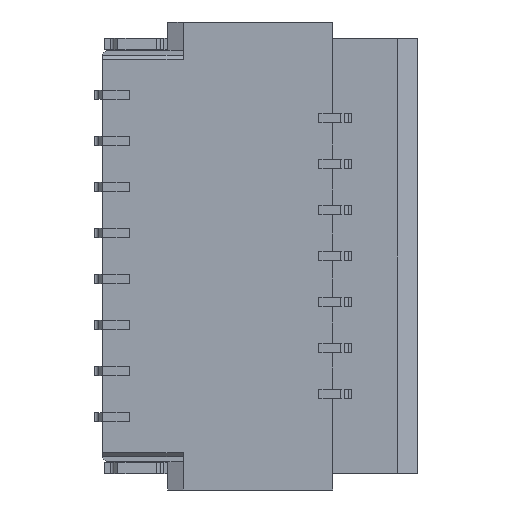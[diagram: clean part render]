
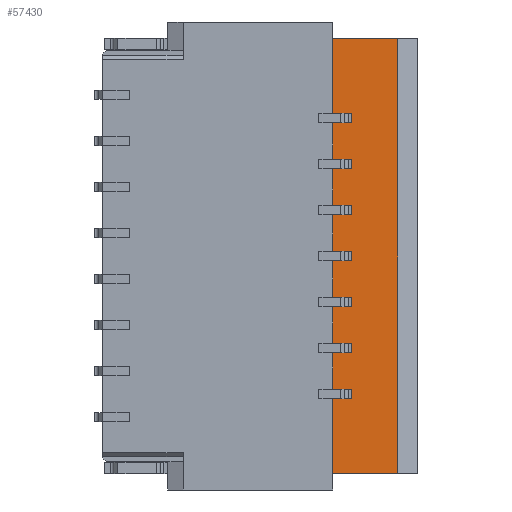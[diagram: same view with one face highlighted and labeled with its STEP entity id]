
A CAD part, front view. The second image highlights one B-rep face of the part: STEP entity #57430.
In plain terms, the highlighted planar face has unit normal (0, -1, 0).
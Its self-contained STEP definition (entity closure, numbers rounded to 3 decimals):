
#8030=CARTESIAN_POINT('',(-0.402,2.254,
-1.675));
#8040=DIRECTION('',(-1.,0.,0.));
#8050=VECTOR('',#8040,1.);
#8060=LINE('',#8030,#8050);
#8070=CARTESIAN_POINT('',(1.608,2.254,
-1.675));
#8080=VERTEX_POINT('',#8070);
#8090=CARTESIAN_POINT('',(1.358,2.254,-1.675));
#8100=VERTEX_POINT('',#8090);
#8110=EDGE_CURVE('',#8080,#8100,#8060,.T.);
#9830=CARTESIAN_POINT('',(1.358,2.254,-2.765));
#9840=VERTEX_POINT('',#9830);
#9870=CARTESIAN_POINT('',(-0.402,2.254,
-2.765));
#9880=DIRECTION('',(1.,0.,0.));
#9890=VECTOR('',#9880,1.);
#9900=LINE('',#9870,#9890);
#9910=CARTESIAN_POINT('',(2.208,2.254,
-2.765));
#9920=VERTEX_POINT('',#9910);
#9930=EDGE_CURVE('',#9840,#9920,#9900,.T.);
#10960=CARTESIAN_POINT('',(1.608,2.254,
-1.075));
#10970=VERTEX_POINT('',#10960);
#11000=CARTESIAN_POINT('',(1.608,2.254,10.493));
#11010=DIRECTION('',(0.,0.,1.));
#11020=VECTOR('',#11010,1.);
#11030=LINE('',#11000,#11020);
#11040=CARTESIAN_POINT('',(1.608,2.254,
-1.195));
#11050=VERTEX_POINT('',#11040);
#11060=EDGE_CURVE('',#11050,#10970,#11030,.T.);
#12370=CARTESIAN_POINT('',(1.608,2.254,
-1.795));
#12380=VERTEX_POINT('',#12370);
#12410=CARTESIAN_POINT('',(-0.402,2.254,
-1.795));
#12420=DIRECTION('',(-1.,0.,0.));
#12430=VECTOR('',#12420,1.);
#12440=LINE('',#12410,#12430);
#12450=CARTESIAN_POINT('',(1.358,2.254,-1.795))
;
#12460=VERTEX_POINT('',#12450);
#12470=EDGE_CURVE('',#12380,#12460,#12440,.T.);
#14150=CARTESIAN_POINT('',(-0.402,2.254,
-1.195));
#14160=DIRECTION('',(-1.,0.,0.));
#14170=VECTOR('',#14160,1.);
#14180=LINE('',#14150,#14170);
#14190=CARTESIAN_POINT('',(1.358,2.254,-1.195))
;
#14200=VERTEX_POINT('',#14190);
#14210=EDGE_CURVE('',#11050,#14200,#14180,.T.);
#14440=CARTESIAN_POINT('',(1.358,2.254,10.493));
#14450=DIRECTION('',(0.,0.,1.));
#14460=VECTOR('',#14450,1.);
#14470=LINE('',#14440,#14460);
#14480=EDGE_CURVE('',#8100,#14200,#14470,.T.);
#14610=CARTESIAN_POINT('',(1.608,2.254,10.493));
#14620=DIRECTION('',(0.,0.,1.));
#14630=VECTOR('',#14620,1.);
#14640=LINE('',#14610,#14630);
#14650=EDGE_CURVE('',#12380,#8080,#14640,.T.);
#14900=CARTESIAN_POINT('',(1.358,2.254,0.005
));
#14910=VERTEX_POINT('',#14900);
#14940=CARTESIAN_POINT('',(1.358,2.254,8.092));
#14950=DIRECTION('',(0.,0.,1.));
#14960=VECTOR('',#14950,1.);
#14970=LINE('',#14940,#14960);
#14980=CARTESIAN_POINT('',(1.358,2.254,-0.475)
);
#14990=VERTEX_POINT('',#14980);
#15000=EDGE_CURVE('',#14990,#14910,#14970,.T.);
#16100=CARTESIAN_POINT('',(1.608,2.254,
-0.475));
#16110=VERTEX_POINT('',#16100);
#16140=CARTESIAN_POINT('',(1.608,2.254,
8.092));
#16150=DIRECTION('',(0.,0.,1.));
#16160=VECTOR('',#16150,1.);
#16170=LINE('',#16140,#16160);
#16180=CARTESIAN_POINT('',(1.608,2.254,
-0.595));
#16190=VERTEX_POINT('',#16180);
#16200=EDGE_CURVE('',#16190,#16110,#16170,.T.);
#37860=EDGE_CURVE('',#9840,#12460,#14470,.T.);
#50460=CARTESIAN_POINT('',(1.358,2.254,2.895));
#50470=VERTEX_POINT('',#50460);
#51540=CARTESIAN_POINT('',(2.208,2.254,
7.04));
#51550=DIRECTION('',(0.,0.,-1.));
#51560=VECTOR('',#51550,1.);
#51570=LINE('',#51540,#51560);
#51580=CARTESIAN_POINT('',(2.208,2.254,
2.895));
#51590=VERTEX_POINT('',#51580);
#51600=EDGE_CURVE('',#51590,#9920,#51570,.T.);
#55810=CARTESIAN_POINT('',(1.518,2.254,
8.105));
#55820=DIRECTION('',(0.,-1.,-0.));
#55830=DIRECTION('',(-1.,0.,0.));
#55840=AXIS2_PLACEMENT_3D('',#55810,#55820,#55830);
#55850=PLANE('',#55840);
#55860=CARTESIAN_POINT('',(-0.402,2.254,
-1.075));
#55870=DIRECTION('',(1.,0.,0.));
#55880=VECTOR('',#55870,1.);
#55890=LINE('',#55860,#55880);
#55900=CARTESIAN_POINT('',(1.358,2.254,-1.075))
;
#55910=VERTEX_POINT('',#55900);
#55920=EDGE_CURVE('',#55910,#10970,#55890,.T.);
#55930=ORIENTED_EDGE('',*,*,#55920,.T.);
#55940=CARTESIAN_POINT('',(1.358,2.254,-0.595)
);
#55950=VERTEX_POINT('',#55940);
#55960=EDGE_CURVE('',#55910,#55950,#14970,.T.);
#55970=ORIENTED_EDGE('',*,*,#55960,.F.);
#55980=CARTESIAN_POINT('',(-0.402,2.254,
-0.595));
#55990=DIRECTION('',(-1.,0.,0.));
#56000=VECTOR('',#55990,1.);
#56010=LINE('',#55980,#56000);
#56020=EDGE_CURVE('',#16190,#55950,#56010,.T.);
#56030=ORIENTED_EDGE('',*,*,#56020,.T.);
#56040=ORIENTED_EDGE('',*,*,#16200,.F.);
#56050=CARTESIAN_POINT('',(-0.402,2.254,
-0.475));
#56060=DIRECTION('',(-1.,0.,0.));
#56070=VECTOR('',#56060,1.);
#56080=LINE('',#56050,#56070);
#56090=EDGE_CURVE('',#16110,#14990,#56080,.T.);
#56100=ORIENTED_EDGE('',*,*,#56090,.F.);
#56110=ORIENTED_EDGE('',*,*,#15000,.F.);
#56120=CARTESIAN_POINT('',(-0.402,2.254,
0.005));
#56130=DIRECTION('',(-1.,0.,0.));
#56140=VECTOR('',#56130,1.);
#56150=LINE('',#56120,#56140);
#56160=CARTESIAN_POINT('',(1.608,2.254,
0.005));
#56170=VERTEX_POINT('',#56160);
#56180=EDGE_CURVE('',#56170,#14910,#56150,.T.);
#56190=ORIENTED_EDGE('',*,*,#56180,.T.);
#56200=CARTESIAN_POINT('',(1.608,2.254,
8.092));
#56210=DIRECTION('',(0.,0.,1.));
#56220=VECTOR('',#56210,1.);
#56230=LINE('',#56200,#56220);
#56240=CARTESIAN_POINT('',(1.608,2.254,
0.125));
#56250=VERTEX_POINT('',#56240);
#56260=EDGE_CURVE('',#56170,#56250,#56230,.T.);
#56270=ORIENTED_EDGE('',*,*,#56260,.F.);
#56280=CARTESIAN_POINT('',(-0.402,2.254,
0.125));
#56290=DIRECTION('',(-1.,0.,0.));
#56300=VECTOR('',#56290,1.);
#56310=LINE('',#56280,#56300);
#56320=CARTESIAN_POINT('',(1.358,2.254,0.125));
#56330=VERTEX_POINT('',#56320);
#56340=EDGE_CURVE('',#56250,#56330,#56310,.T.);
#56350=ORIENTED_EDGE('',*,*,#56340,.F.);
#56360=CARTESIAN_POINT('',(1.358,2.254,0.605));
#56370=VERTEX_POINT('',#56360);
#56380=EDGE_CURVE('',#56330,#56370,#14970,.T.);
#56390=ORIENTED_EDGE('',*,*,#56380,.F.);
#56400=CARTESIAN_POINT('',(-0.402,2.254,
0.605));
#56410=DIRECTION('',(-1.,0.,0.));
#56420=VECTOR('',#56410,1.);
#56430=LINE('',#56400,#56420);
#56440=CARTESIAN_POINT('',(1.608,2.254,
0.605));
#56450=VERTEX_POINT('',#56440);
#56460=EDGE_CURVE('',#56450,#56370,#56430,.T.);
#56470=ORIENTED_EDGE('',*,*,#56460,.T.);
#56480=CARTESIAN_POINT('',(1.608,2.254,
8.092));
#56490=DIRECTION('',(0.,0.,1.));
#56500=VECTOR('',#56490,1.);
#56510=LINE('',#56480,#56500);
#56520=CARTESIAN_POINT('',(1.608,2.254,
0.725));
#56530=VERTEX_POINT('',#56520);
#56540=EDGE_CURVE('',#56450,#56530,#56510,.T.);
#56550=ORIENTED_EDGE('',*,*,#56540,.F.);
#56560=CARTESIAN_POINT('',(-0.402,2.254,
0.725));
#56570=DIRECTION('',(-1.,0.,0.));
#56580=VECTOR('',#56570,1.);
#56590=LINE('',#56560,#56580);
#56600=CARTESIAN_POINT('',(1.358,2.254,0.725));
#56610=VERTEX_POINT('',#56600);
#56620=EDGE_CURVE('',#56530,#56610,#56590,.T.);
#56630=ORIENTED_EDGE('',*,*,#56620,.F.);
#56640=CARTESIAN_POINT('',(1.358,2.254,1.205));
#56650=VERTEX_POINT('',#56640);
#56660=EDGE_CURVE('',#56610,#56650,#14970,.T.);
#56670=ORIENTED_EDGE('',*,*,#56660,.F.);
#56680=CARTESIAN_POINT('',(-0.402,2.254,
1.205));
#56690=DIRECTION('',(-1.,0.,0.));
#56700=VECTOR('',#56690,1.);
#56710=LINE('',#56680,#56700);
#56720=CARTESIAN_POINT('',(1.608,2.254,
1.205));
#56730=VERTEX_POINT('',#56720);
#56740=EDGE_CURVE('',#56730,#56650,#56710,.T.);
#56750=ORIENTED_EDGE('',*,*,#56740,.T.);
#56760=CARTESIAN_POINT('',(1.608,2.254,
8.092));
#56770=DIRECTION('',(0.,0.,1.));
#56780=VECTOR('',#56770,1.);
#56790=LINE('',#56760,#56780);
#56800=CARTESIAN_POINT('',(1.608,2.254,
1.325));
#56810=VERTEX_POINT('',#56800);
#56820=EDGE_CURVE('',#56730,#56810,#56790,.T.);
#56830=ORIENTED_EDGE('',*,*,#56820,.F.);
#56840=CARTESIAN_POINT('',(-0.402,2.254,
1.325));
#56850=DIRECTION('',(1.,0.,0.));
#56860=VECTOR('',#56850,1.);
#56870=LINE('',#56840,#56860);
#56880=CARTESIAN_POINT('',(1.358,2.254,1.325));
#56890=VERTEX_POINT('',#56880);
#56900=EDGE_CURVE('',#56890,#56810,#56870,.T.);
#56910=ORIENTED_EDGE('',*,*,#56900,.T.);
#56920=CARTESIAN_POINT('',(1.358,2.254,5.092));
#56930=DIRECTION('',(0.,0.,1.));
#56940=VECTOR('',#56930,1.);
#56950=LINE('',#56920,#56940);
#56960=CARTESIAN_POINT('',(1.358,2.254,1.805));
#56970=VERTEX_POINT('',#56960);
#56980=EDGE_CURVE('',#56890,#56970,#56950,.T.);
#56990=ORIENTED_EDGE('',*,*,#56980,.F.);
#57000=CARTESIAN_POINT('',(-0.402,2.254,
1.805));
#57010=DIRECTION('',(-1.,0.,0.));
#57020=VECTOR('',#57010,1.);
#57030=LINE('',#57000,#57020);
#57040=CARTESIAN_POINT('',(1.608,2.254,
1.805));
#57050=VERTEX_POINT('',#57040);
#57060=EDGE_CURVE('',#57050,#56970,#57030,.T.);
#57070=ORIENTED_EDGE('',*,*,#57060,.T.);
#57080=CARTESIAN_POINT('',(1.608,2.254,
5.092));
#57090=DIRECTION('',(0.,0.,1.));
#57100=VECTOR('',#57090,1.);
#57110=LINE('',#57080,#57100);
#57120=CARTESIAN_POINT('',(1.608,2.254,
1.925));
#57130=VERTEX_POINT('',#57120);
#57140=EDGE_CURVE('',#57050,#57130,#57110,.T.);
#57150=ORIENTED_EDGE('',*,*,#57140,.F.);
#57160=CARTESIAN_POINT('',(-0.402,2.254,
1.925));
#57170=DIRECTION('',(-1.,0.,0.));
#57180=VECTOR('',#57170,1.);
#57190=LINE('',#57160,#57180);
#57200=CARTESIAN_POINT('',(1.358,2.254,1.925));
#57210=VERTEX_POINT('',#57200);
#57220=EDGE_CURVE('',#57130,#57210,#57190,.T.);
#57230=ORIENTED_EDGE('',*,*,#57220,.F.);
#57240=EDGE_CURVE('',#57210,#50470,#56950,.T.);
#57250=ORIENTED_EDGE('',*,*,#57240,.F.);
#57260=CARTESIAN_POINT('',(0.2,2.254,
2.895));
#57270=DIRECTION('',(1.,0.,0.));
#57280=VECTOR('',#57270,1.);
#57290=LINE('',#57260,#57280);
#57300=EDGE_CURVE('',#50470,#51590,#57290,.T.);
#57310=ORIENTED_EDGE('',*,*,#57300,.F.);
#57320=ORIENTED_EDGE('',*,*,#51600,.F.);
#57330=ORIENTED_EDGE('',*,*,#9930,.T.);
#57340=ORIENTED_EDGE('',*,*,#37860,.F.);
#57350=ORIENTED_EDGE('',*,*,#12470,.T.);
#57360=ORIENTED_EDGE('',*,*,#14650,.F.);
#57370=ORIENTED_EDGE('',*,*,#8110,.F.);
#57380=ORIENTED_EDGE('',*,*,#14480,.F.);
#57390=ORIENTED_EDGE('',*,*,#14210,.T.);
#57400=ORIENTED_EDGE('',*,*,#11060,.F.);
#57410=EDGE_LOOP('',(#57400,#57390,#57380,#57370,#57360,#57350,#57340,
#57330,#57320,#57310,#57250,#57230,#57150,#57070,#56990,#56910,#56830,
#56750,#56670,#56630,#56550,#56470,#56390,#56350,#56270,#56190,#56110,
#56100,#56040,#56030,#55970,#55930));
#57420=FACE_OUTER_BOUND('',#57410,.T.);
#57430=ADVANCED_FACE('',(#57420),#55850,.T.);
